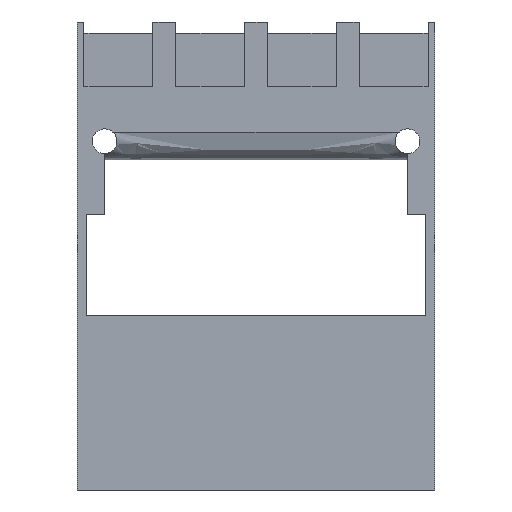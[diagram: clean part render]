
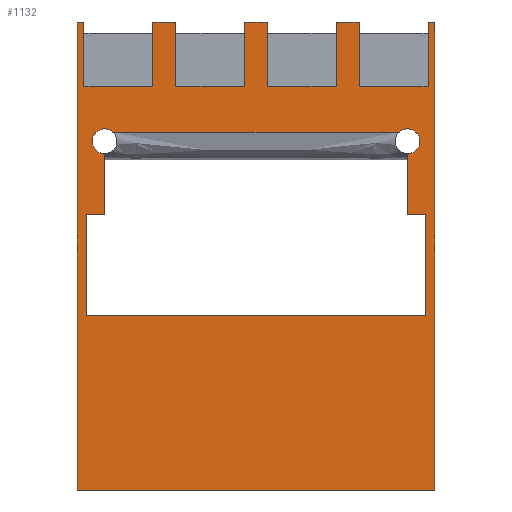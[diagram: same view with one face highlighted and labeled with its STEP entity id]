
A CAD part, front view. The second image highlights one B-rep face of the part: STEP entity #1132.
In plain terms, the highlighted planar face has unit normal (0, -1, 0).
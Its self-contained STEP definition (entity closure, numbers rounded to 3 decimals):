
#20=FACE_BOUND('',#112,.T.);
#23=CIRCLE('',#1201,1.35);
#24=CIRCLE('',#1202,1.35);
#25=CIRCLE('',#1204,1.35);
#55=FACE_OUTER_BOUND('',#111,.T.);
#111=EDGE_LOOP('',(#875,#876,#877,#878,#879,#880,#881,#882,#883,#884,#885,
#886,#887,#888,#889,#890,#891,#892,#893,#894));
#112=EDGE_LOOP('',(#895,#896,#897,#898,#899,#900,#901,#902,#903,#904,#905));
#178=LINE('',#1584,#333);
#202=LINE('',#1655,#357);
#214=LINE('',#1678,#369);
#216=LINE('',#1683,#371);
#219=LINE('',#1688,#374);
#227=LINE('',#1787,#382);
#229=LINE('',#1795,#384);
#230=LINE('',#1797,#385);
#231=LINE('',#1799,#386);
#232=LINE('',#1801,#387);
#233=LINE('',#1803,#388);
#234=LINE('',#1805,#389);
#235=LINE('',#1807,#390);
#236=LINE('',#1809,#391);
#237=LINE('',#1811,#392);
#238=LINE('',#1813,#393);
#239=LINE('',#1815,#394);
#240=LINE('',#1817,#395);
#241=LINE('',#1819,#396);
#242=LINE('',#1821,#397);
#243=LINE('',#1823,#398);
#244=LINE('',#1825,#399);
#245=LINE('',#1827,#400);
#246=LINE('',#1829,#401);
#247=LINE('',#1830,#402);
#248=LINE('',#1831,#403);
#249=LINE('',#1833,#404);
#250=LINE('',#1834,#405);
#333=VECTOR('',#1286,10.);
#357=VECTOR('',#1326,10.);
#369=VECTOR('',#1344,10.);
#371=VECTOR('',#1348,10.);
#374=VECTOR('',#1353,10.);
#382=VECTOR('',#1369,10.);
#384=VECTOR('',#1379,10.);
#385=VECTOR('',#1380,10.);
#386=VECTOR('',#1381,10.);
#387=VECTOR('',#1382,10.);
#388=VECTOR('',#1383,10.);
#389=VECTOR('',#1384,10.);
#390=VECTOR('',#1385,10.);
#391=VECTOR('',#1386,10.);
#392=VECTOR('',#1387,10.);
#393=VECTOR('',#1388,10.);
#394=VECTOR('',#1389,10.);
#395=VECTOR('',#1390,10.);
#396=VECTOR('',#1391,10.);
#397=VECTOR('',#1392,10.);
#398=VECTOR('',#1393,10.);
#399=VECTOR('',#1394,10.);
#400=VECTOR('',#1395,10.);
#401=VECTOR('',#1396,10.);
#402=VECTOR('',#1397,10.);
#403=VECTOR('',#1398,10.);
#404=VECTOR('',#1399,10.);
#405=VECTOR('',#1400,10.);
#483=VERTEX_POINT('',#1581);
#484=VERTEX_POINT('',#1583);
#504=VERTEX_POINT('',#1652);
#505=VERTEX_POINT('',#1654);
#512=VERTEX_POINT('',#1675);
#513=VERTEX_POINT('',#1677);
#514=VERTEX_POINT('',#1681);
#515=VERTEX_POINT('',#1682);
#516=VERTEX_POINT('',#1687);
#519=VERTEX_POINT('',#1734);
#521=VERTEX_POINT('',#1764);
#522=VERTEX_POINT('',#1789);
#523=VERTEX_POINT('',#1794);
#524=VERTEX_POINT('',#1796);
#525=VERTEX_POINT('',#1798);
#526=VERTEX_POINT('',#1800);
#527=VERTEX_POINT('',#1802);
#528=VERTEX_POINT('',#1804);
#529=VERTEX_POINT('',#1806);
#530=VERTEX_POINT('',#1808);
#531=VERTEX_POINT('',#1810);
#532=VERTEX_POINT('',#1812);
#533=VERTEX_POINT('',#1814);
#534=VERTEX_POINT('',#1816);
#535=VERTEX_POINT('',#1818);
#536=VERTEX_POINT('',#1820);
#537=VERTEX_POINT('',#1822);
#538=VERTEX_POINT('',#1824);
#539=VERTEX_POINT('',#1826);
#540=VERTEX_POINT('',#1828);
#541=VERTEX_POINT('',#1832);
#598=EDGE_CURVE('',#484,#483,#178,.T.);
#626=EDGE_CURVE('',#505,#504,#202,.T.);
#638=EDGE_CURVE('',#513,#512,#214,.T.);
#640=EDGE_CURVE('',#514,#515,#216,.T.);
#643=EDGE_CURVE('',#516,#515,#219,.T.);
#654=EDGE_CURVE('',#521,#519,#227,.T.);
#656=EDGE_CURVE('',#521,#522,#23,.T.);
#657=EDGE_CURVE('',#522,#484,#24,.T.);
#658=EDGE_CURVE('',#512,#523,#229,.T.);
#659=EDGE_CURVE('',#523,#524,#230,.T.);
#660=EDGE_CURVE('',#525,#524,#231,.T.);
#661=EDGE_CURVE('',#525,#526,#232,.T.);
#662=EDGE_CURVE('',#526,#527,#233,.T.);
#663=EDGE_CURVE('',#527,#528,#234,.T.);
#664=EDGE_CURVE('',#529,#528,#235,.T.);
#665=EDGE_CURVE('',#529,#530,#236,.T.);
#666=EDGE_CURVE('',#530,#531,#237,.T.);
#667=EDGE_CURVE('',#531,#532,#238,.T.);
#668=EDGE_CURVE('',#533,#532,#239,.T.);
#669=EDGE_CURVE('',#533,#534,#240,.T.);
#670=EDGE_CURVE('',#534,#535,#241,.T.);
#671=EDGE_CURVE('',#535,#536,#242,.T.);
#672=EDGE_CURVE('',#537,#536,#243,.T.);
#673=EDGE_CURVE('',#537,#538,#244,.T.);
#674=EDGE_CURVE('',#538,#539,#245,.T.);
#675=EDGE_CURVE('',#539,#540,#246,.T.);
#676=EDGE_CURVE('',#513,#540,#247,.T.);
#677=EDGE_CURVE('',#483,#516,#248,.T.);
#678=EDGE_CURVE('',#541,#514,#249,.T.);
#679=EDGE_CURVE('',#541,#505,#250,.T.);
#680=EDGE_CURVE('',#504,#519,#25,.T.);
#875=ORIENTED_EDGE('',*,*,#638,.T.);
#876=ORIENTED_EDGE('',*,*,#658,.T.);
#877=ORIENTED_EDGE('',*,*,#659,.T.);
#878=ORIENTED_EDGE('',*,*,#660,.F.);
#879=ORIENTED_EDGE('',*,*,#661,.T.);
#880=ORIENTED_EDGE('',*,*,#662,.T.);
#881=ORIENTED_EDGE('',*,*,#663,.T.);
#882=ORIENTED_EDGE('',*,*,#664,.F.);
#883=ORIENTED_EDGE('',*,*,#665,.T.);
#884=ORIENTED_EDGE('',*,*,#666,.T.);
#885=ORIENTED_EDGE('',*,*,#667,.T.);
#886=ORIENTED_EDGE('',*,*,#668,.F.);
#887=ORIENTED_EDGE('',*,*,#669,.T.);
#888=ORIENTED_EDGE('',*,*,#670,.T.);
#889=ORIENTED_EDGE('',*,*,#671,.T.);
#890=ORIENTED_EDGE('',*,*,#672,.F.);
#891=ORIENTED_EDGE('',*,*,#673,.T.);
#892=ORIENTED_EDGE('',*,*,#674,.T.);
#893=ORIENTED_EDGE('',*,*,#675,.T.);
#894=ORIENTED_EDGE('',*,*,#676,.F.);
#895=ORIENTED_EDGE('',*,*,#654,.F.);
#896=ORIENTED_EDGE('',*,*,#656,.T.);
#897=ORIENTED_EDGE('',*,*,#657,.T.);
#898=ORIENTED_EDGE('',*,*,#598,.T.);
#899=ORIENTED_EDGE('',*,*,#677,.T.);
#900=ORIENTED_EDGE('',*,*,#643,.T.);
#901=ORIENTED_EDGE('',*,*,#640,.F.);
#902=ORIENTED_EDGE('',*,*,#678,.F.);
#903=ORIENTED_EDGE('',*,*,#679,.T.);
#904=ORIENTED_EDGE('',*,*,#626,.T.);
#905=ORIENTED_EDGE('',*,*,#680,.T.);
#1079=PLANE('',#1203);
#1132=ADVANCED_FACE('',(#55,#20),#1079,.T.);
#1201=AXIS2_PLACEMENT_3D('',#1791,#1373,#1374);
#1202=AXIS2_PLACEMENT_3D('',#1792,#1375,#1376);
#1203=AXIS2_PLACEMENT_3D('',#1793,#1377,#1378);
#1204=AXIS2_PLACEMENT_3D('',#1835,#1401,#1402);
#1286=DIRECTION('',(0.,0.,-1.));
#1326=DIRECTION('',(0.,0.,1.));
#1344=DIRECTION('',(0.,0.,-1.));
#1348=DIRECTION('',(1.,0.,0.));
#1353=DIRECTION('',(0.,0.,-1.));
#1369=DIRECTION('',(-1.,0.,0.));
#1373=DIRECTION('center_axis',(0.,1.,0.));
#1374=DIRECTION('ref_axis',(-1.,0.,0.));
#1375=DIRECTION('center_axis',(0.,1.,0.));
#1376=DIRECTION('ref_axis',(-1.,0.,0.));
#1377=DIRECTION('center_axis',(0.,-1.,0.));
#1378=DIRECTION('ref_axis',(0.,0.,-1.));
#1379=DIRECTION('',(1.,0.,0.));
#1380=DIRECTION('',(0.,0.,1.));
#1381=DIRECTION('',(1.,0.,0.));
#1382=DIRECTION('',(0.,0.,-1.));
#1383=DIRECTION('',(-1.,0.,0.));
#1384=DIRECTION('',(0.,0.,1.));
#1385=DIRECTION('',(1.,0.,0.));
#1386=DIRECTION('',(0.,0.,-1.));
#1387=DIRECTION('',(-1.,0.,0.));
#1388=DIRECTION('',(0.,0.,1.));
#1389=DIRECTION('',(1.,0.,0.));
#1390=DIRECTION('',(0.,0.,-1.));
#1391=DIRECTION('',(-1.,0.,0.));
#1392=DIRECTION('',(0.,0.,1.));
#1393=DIRECTION('',(1.,0.,0.));
#1394=DIRECTION('',(0.,0.,-1.));
#1395=DIRECTION('',(-1.,0.,0.));
#1396=DIRECTION('',(0.,0.,1.));
#1397=DIRECTION('',(1.,0.,0.));
#1398=DIRECTION('',(1.,0.,0.));
#1399=DIRECTION('',(0.,0.,-1.));
#1400=DIRECTION('',(1.,0.,0.));
#1401=DIRECTION('center_axis',(0.,1.,0.));
#1402=DIRECTION('ref_axis',(-1.,0.,0.));
#1581=CARTESIAN_POINT('',(-3.,0.,-11.));
#1583=CARTESIAN_POINT('',(-3.,0.,-4.35));
#1584=CARTESIAN_POINT('',(-3.,0.,-8.25));
#1652=CARTESIAN_POINT('',(-36.,0.,-4.35));
#1654=CARTESIAN_POINT('',(-36.,0.,-11.));
#1655=CARTESIAN_POINT('',(-36.,0.,-5.25));
#1675=CARTESIAN_POINT('',(-39.,0.,-41.));
#1677=CARTESIAN_POINT('',(-39.,0.,10.));
#1678=CARTESIAN_POINT('',(-39.,0.,0.));
#1681=CARTESIAN_POINT('',(-38.,0.,-22.));
#1682=CARTESIAN_POINT('',(-1.,0.,-22.));
#1683=CARTESIAN_POINT('',(-1.,0.,-22.));
#1687=CARTESIAN_POINT('',(-1.,0.,-11.));
#1688=CARTESIAN_POINT('',(-1.,0.,-11.));
#1734=CARTESIAN_POINT('',(-35.093,0.,-2.));
#1764=CARTESIAN_POINT('',(-3.907,0.,-2.));
#1787=CARTESIAN_POINT('',(-11.25,0.,-2.));
#1789=CARTESIAN_POINT('',(-1.65,0.,-3.));
#1791=CARTESIAN_POINT('Origin',(-3.,0.,-3.));
#1792=CARTESIAN_POINT('Origin',(-3.,0.,-3.));
#1793=CARTESIAN_POINT('Origin',(-19.5,0.,-5.5));
#1794=CARTESIAN_POINT('',(0.,0.,-41.));
#1795=CARTESIAN_POINT('',(-39.,0.,-41.));
#1796=CARTESIAN_POINT('',(0.,0.,10.));
#1797=CARTESIAN_POINT('',(0.,0.,7.5));
#1798=CARTESIAN_POINT('',(-0.75,0.,10.));
#1799=CARTESIAN_POINT('',(-39.,0.,10.));
#1800=CARTESIAN_POINT('',(-0.75,0.,3.));
#1801=CARTESIAN_POINT('',(-0.75,0.,2.25));
#1802=CARTESIAN_POINT('',(-8.25,0.,3.));
#1803=CARTESIAN_POINT('',(-10.125,0.,3.));
#1804=CARTESIAN_POINT('',(-8.25,0.,10.));
#1805=CARTESIAN_POINT('',(-8.25,0.,-1.25));
#1806=CARTESIAN_POINT('',(-10.75,0.,10.));
#1807=CARTESIAN_POINT('',(-39.,0.,10.));
#1808=CARTESIAN_POINT('',(-10.75,0.,3.));
#1809=CARTESIAN_POINT('',(-10.75,0.,2.25));
#1810=CARTESIAN_POINT('',(-18.25,0.,3.));
#1811=CARTESIAN_POINT('',(-15.125,0.,3.));
#1812=CARTESIAN_POINT('',(-18.25,0.,10.));
#1813=CARTESIAN_POINT('',(-18.25,0.,-1.25));
#1814=CARTESIAN_POINT('',(-20.75,0.,10.));
#1815=CARTESIAN_POINT('',(-39.,0.,10.));
#1816=CARTESIAN_POINT('',(-20.75,0.,3.));
#1817=CARTESIAN_POINT('',(-20.75,0.,2.25));
#1818=CARTESIAN_POINT('',(-28.25,0.,3.));
#1819=CARTESIAN_POINT('',(-20.125,0.,3.));
#1820=CARTESIAN_POINT('',(-28.25,0.,10.));
#1821=CARTESIAN_POINT('',(-28.25,0.,-1.25));
#1822=CARTESIAN_POINT('',(-30.75,0.,10.));
#1823=CARTESIAN_POINT('',(-39.,0.,10.));
#1824=CARTESIAN_POINT('',(-30.75,0.,3.));
#1825=CARTESIAN_POINT('',(-30.75,0.,2.25));
#1826=CARTESIAN_POINT('',(-38.25,0.,3.));
#1827=CARTESIAN_POINT('',(-25.125,0.,3.));
#1828=CARTESIAN_POINT('',(-38.25,0.,10.));
#1829=CARTESIAN_POINT('',(-38.25,0.,-1.25));
#1830=CARTESIAN_POINT('',(-39.,0.,10.));
#1831=CARTESIAN_POINT('',(-39.,0.,-11.));
#1832=CARTESIAN_POINT('',(-38.,0.,-11.));
#1833=CARTESIAN_POINT('',(-38.,0.,-11.));
#1834=CARTESIAN_POINT('',(-39.,0.,-11.));
#1835=CARTESIAN_POINT('Origin',(-36.,0.,-3.));
